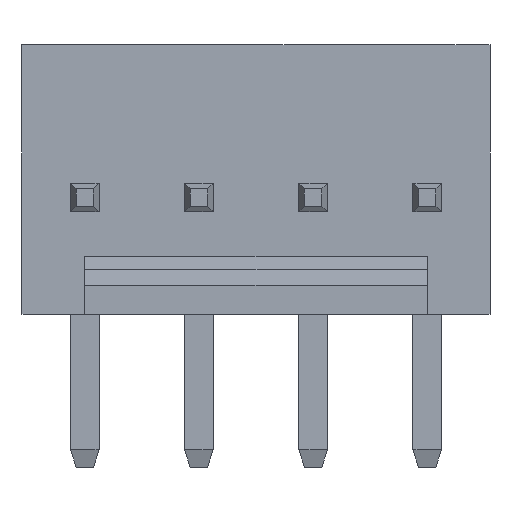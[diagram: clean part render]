
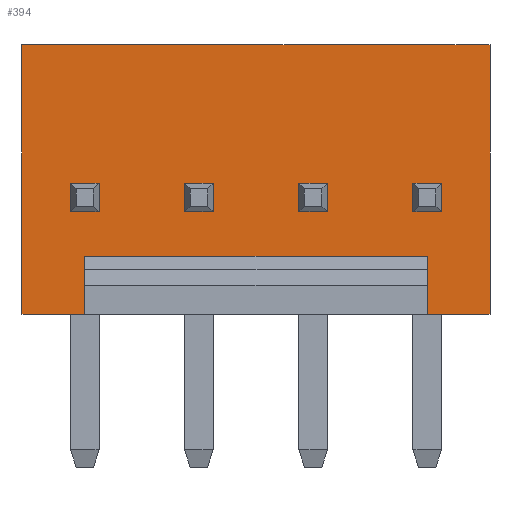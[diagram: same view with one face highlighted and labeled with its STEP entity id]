
A CAD part, front view. The second image highlights one B-rep face of the part: STEP entity #394.
In plain terms, the highlighted planar face has unit normal (0, -1, 0).
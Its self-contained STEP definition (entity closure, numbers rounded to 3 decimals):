
#394=ADVANCED_FACE('',(#803),#805,.T.);
#803=FACE_BOUND('',#804,.T.);
#804=EDGE_LOOP('',(#1134,#1135,#1136,#1137,#1138,#1139,#1140,#1141));
#805=PLANE('',#806);
#806=AXIS2_PLACEMENT_3D('',#807,#808,#809);
#807=CARTESIAN_POINT('',(9.015,-2.68,1.));
#808=DIRECTION('',(0.,-1.,0.));
#809=DIRECTION('',(0.,0.,1.));
#1134=ORIENTED_EDGE('',*,*,#1346,.T.);
#1135=ORIENTED_EDGE('',*,*,#1320,.T.);
#1136=ORIENTED_EDGE('',*,*,#1347,.F.);
#1137=ORIENTED_EDGE('',*,*,#1304,.F.);
#1138=ORIENTED_EDGE('',*,*,#1348,.F.);
#1139=ORIENTED_EDGE('',*,*,#1349,.F.);
#1140=ORIENTED_EDGE('',*,*,#1350,.T.);
#1141=ORIENTED_EDGE('',*,*,#1300,.F.);
#1300=EDGE_CURVE('',#1438,#1440,#1441,.F.);
#1304=EDGE_CURVE('',#1446,#1448,#1449,.F.);
#1320=EDGE_CURVE('',#1480,#1478,#1481,.T.);
#1346=EDGE_CURVE('',#1438,#1480,#1517,.T.);
#1347=EDGE_CURVE('',#1448,#1478,#1518,.T.);
#1348=EDGE_CURVE('',#1519,#1446,#1520,.T.);
#1349=EDGE_CURVE('',#1521,#1519,#1522,.T.);
#1350=EDGE_CURVE('',#1521,#1440,#1523,.T.);
#1438=VERTEX_POINT('',#1669);
#1440=VERTEX_POINT('',#1673);
#1441=LINE('',#1674,#1675);
#1446=VERTEX_POINT('',#1685);
#1448=VERTEX_POINT('',#1689);
#1449=LINE('',#1690,#1691);
#1478=VERTEX_POINT('',#1749);
#1480=VERTEX_POINT('',#1753);
#1481=LINE('',#1754,#1755);
#1517=LINE('',#1842,#1843);
#1518=LINE('',#1845,#1846);
#1519=VERTEX_POINT('',#1848);
#1520=LINE('',#1849,#1850);
#1521=VERTEX_POINT('',#1852);
#1522=LINE('',#1853,#1854);
#1523=LINE('',#1856,#1857);
#1669=CARTESIAN_POINT('',(9.015,-2.68,0.));
#1673=CARTESIAN_POINT('',(7.62,-2.68,0.));
#1674=CARTESIAN_POINT('',(7.62,-2.68,0.));
#1675=VECTOR('',#1676,1.);
#1676=DIRECTION('',(1.,0.,0.));
#1685=CARTESIAN_POINT('',(0.,-2.68,0.));
#1689=CARTESIAN_POINT('',(-1.395,-2.68,0.));
#1690=CARTESIAN_POINT('',(-1.395,-2.68,0.));
#1691=VECTOR('',#1692,1.);
#1692=DIRECTION('',(1.,0.,0.));
#1749=CARTESIAN_POINT('',(-1.395,-2.68,6.));
#1753=CARTESIAN_POINT('',(9.015,-2.68,6.));
#1754=CARTESIAN_POINT('',(9.015,-2.68,6.));
#1755=VECTOR('',#1756,1.);
#1756=DIRECTION('',(-1.,0.,0.));
#1842=CARTESIAN_POINT('',(9.015,-2.68,0.));
#1843=VECTOR('',#1844,1.);
#1844=DIRECTION('',(0.,0.,1.));
#1845=CARTESIAN_POINT('',(-1.395,-2.68,0.));
#1846=VECTOR('',#1847,1.);
#1847=DIRECTION('',(0.,0.,1.));
#1848=CARTESIAN_POINT('',(0.,-2.68,1.));
#1849=CARTESIAN_POINT('',(0.,-2.68,1.));
#1850=VECTOR('',#1851,1.);
#1851=DIRECTION('',(0.,0.,-1.));
#1852=CARTESIAN_POINT('',(7.62,-2.68,1.));
#1853=CARTESIAN_POINT('',(7.62,-2.68,1.));
#1854=VECTOR('',#1855,1.);
#1855=DIRECTION('',(-1.,0.,0.));
#1856=CARTESIAN_POINT('',(7.62,-2.68,1.));
#1857=VECTOR('',#1858,1.);
#1858=DIRECTION('',(0.,0.,-1.));
